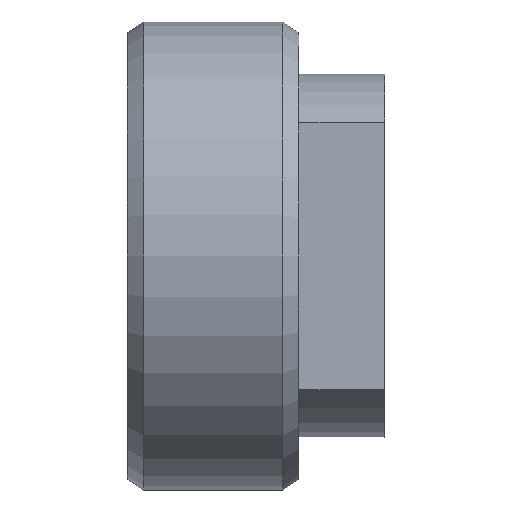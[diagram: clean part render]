
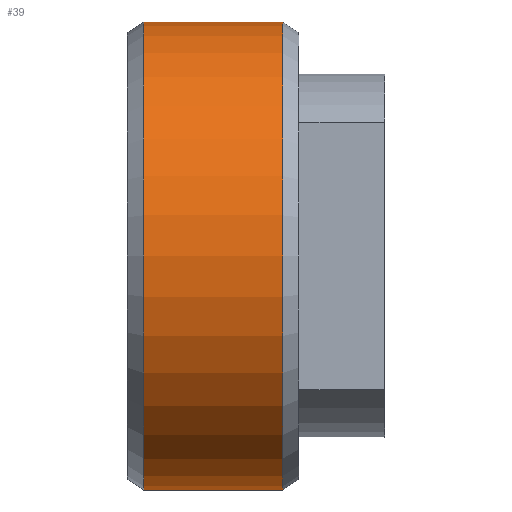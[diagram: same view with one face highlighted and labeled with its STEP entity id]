
A CAD part, front view. The second image highlights one B-rep face of the part: STEP entity #39.
In plain terms, the highlighted cylindrical face has radius 21.85 mm (diameter 43.7 mm), a partial arc.
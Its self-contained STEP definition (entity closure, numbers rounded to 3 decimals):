
#21 = DIRECTION ( 'NONE',  ( -1., 0., 0. ) ) ;
#24 = CARTESIAN_POINT ( 'NONE',  ( -142.529, 0., 0. ) ) ;
#32 = AXIS2_PLACEMENT_3D ( 'NONE', #40, #550, #393 ) ;
#39 = ADVANCED_FACE ( 'NONE', ( #517 ), #261, .T. ) ;
#40 = CARTESIAN_POINT ( 'NONE',  ( 6.318, 0., 0. ) ) ;
#51 = ORIENTED_EDGE ( 'NONE', *, *, #271, .T. ) ;
#62 = CARTESIAN_POINT ( 'NONE',  ( -142.529, 0., 21.85 ) ) ;
#68 = VERTEX_POINT ( 'NONE', #126 ) ;
#70 = CIRCLE ( 'NONE', #584, 21.85 ) ;
#75 = VECTOR ( 'NONE', #666, 1000. ) ;
#114 = ORIENTED_EDGE ( 'NONE', *, *, #411, .F. ) ;
#120 = EDGE_LOOP ( 'NONE', ( #114, #51, #655, #557 ) ) ;
#126 = CARTESIAN_POINT ( 'NONE',  ( 6.318, 0., -21.85 ) ) ;
#177 = DIRECTION ( 'NONE',  ( 0., 0., 1. ) ) ;
#188 = EDGE_CURVE ( 'NONE', #494, #565, #70, .T. ) ;
#211 = CARTESIAN_POINT ( 'NONE',  ( -6.682, 0., -21.85 ) ) ;
#261 = CYLINDRICAL_SURFACE ( 'NONE', #308, 21.85 ) ;
#271 = EDGE_CURVE ( 'NONE', #68, #520, #328, .T. ) ;
#273 = CARTESIAN_POINT ( 'NONE',  ( -142.529, 0., -21.85 ) ) ;
#279 = VECTOR ( 'NONE', #462, 1000. ) ;
#308 = AXIS2_PLACEMENT_3D ( 'NONE', #24, #590, #431 ) ;
#318 = LINE ( 'NONE', #273, #279 ) ;
#328 = CIRCLE ( 'NONE', #32, 21.85 ) ;
#393 = DIRECTION ( 'NONE',  ( 0., 0., 1. ) ) ;
#411 = EDGE_CURVE ( 'NONE', #68, #494, #318, .T. ) ;
#431 = DIRECTION ( 'NONE',  ( 0., 0., 1. ) ) ;
#444 = EDGE_CURVE ( 'NONE', #520, #565, #569, .T. ) ;
#462 = DIRECTION ( 'NONE',  ( -1., 0., 0. ) ) ;
#494 = VERTEX_POINT ( 'NONE', #211 ) ;
#496 = CARTESIAN_POINT ( 'NONE',  ( -6.682, 0., 21.85 ) ) ;
#517 = FACE_OUTER_BOUND ( 'NONE', #120, .T. ) ;
#520 = VERTEX_POINT ( 'NONE', #609 ) ;
#537 = CARTESIAN_POINT ( 'NONE',  ( -6.682, 0., 0. ) ) ;
#550 = DIRECTION ( 'NONE',  ( -1., 0., 0. ) ) ;
#557 = ORIENTED_EDGE ( 'NONE', *, *, #188, .F. ) ;
#565 = VERTEX_POINT ( 'NONE', #496 ) ;
#569 = LINE ( 'NONE', #62, #75 ) ;
#584 = AXIS2_PLACEMENT_3D ( 'NONE', #537, #21, #177 ) ;
#590 = DIRECTION ( 'NONE',  ( -1., 0., 0. ) ) ;
#609 = CARTESIAN_POINT ( 'NONE',  ( 6.318, 0., 21.85 ) ) ;
#655 = ORIENTED_EDGE ( 'NONE', *, *, #444, .T. ) ;
#666 = DIRECTION ( 'NONE',  ( -1., 0., 0. ) ) ;
